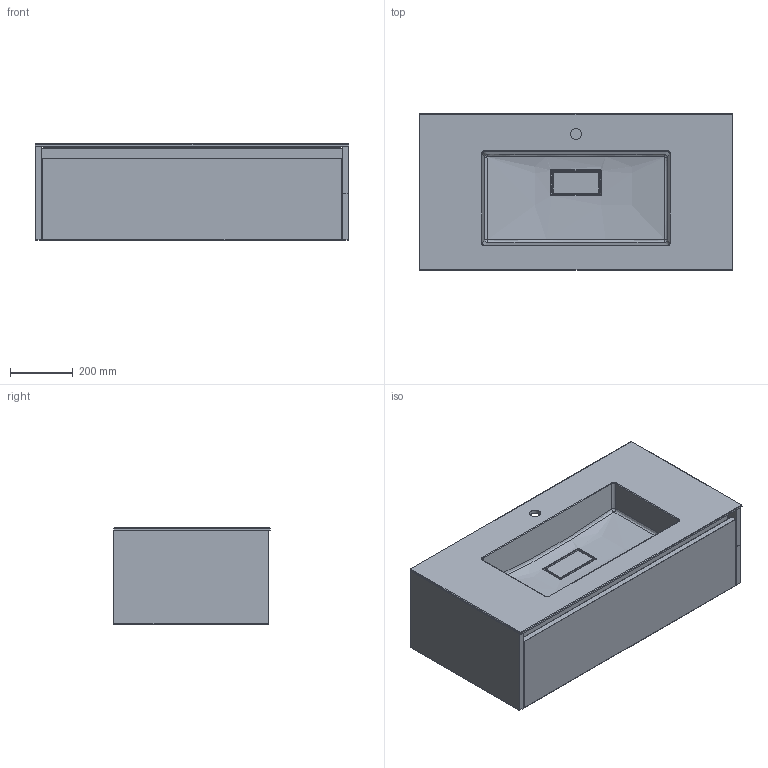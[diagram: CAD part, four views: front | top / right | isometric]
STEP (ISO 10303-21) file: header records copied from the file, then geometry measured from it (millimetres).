
FILE_DESCRIPTION(/* description */ (''),/* implementation_level */ '2;1');
FILE_NAME(/* name */ 'Erica 1000+ тумба.stp',/* time_stamp */ '2025-07-29T13:48:55+03:00',/* author */ ('ya'),/* organization */ (''),/* preprocessor_version */ 'ST-DEVELOPER v18.1',/* originating_system */ 'Autodesk Inventor 2022',/* authorisation */ '');
FILE_SCHEMA (('AUTOMOTIVE_DESIGN { 1 0 10303 214 3 1 1 }'));
Length unit declared in the file: millimetre
Products named in the file (4): Сборка5; Erica 1000; Erica 1000т; чехол 88
Assembly tree (3 placements, depth 2):
  Сборка5
    Erica 1000
    Erica 1000т
    чехол 88
Bounding box: 1000 x 500 x 307 mm (x, y, z)
Volume: 35432463.4 mm3; surface area: 5419743.6 mm2
Topology: 27 solids, 27 shells, 458 faces, 1061 edges, 647 vertices
Faces by surface type: plane 248, bspline 108, cylinder 77, sphere 10, torus 8, cone 7
Full cylindrical faces by diameter (mm): 6 x2, 35 x1
Entity records: 33507 total; most frequent: CARTESIAN_POINT 23762, ORIENTED_EDGE 2110, DIRECTION 1736, EDGE_CURVE 1055, VERTEX_POINT 647, LINE 644, VECTOR 644, AXIS2_PLACEMENT_3D 546
